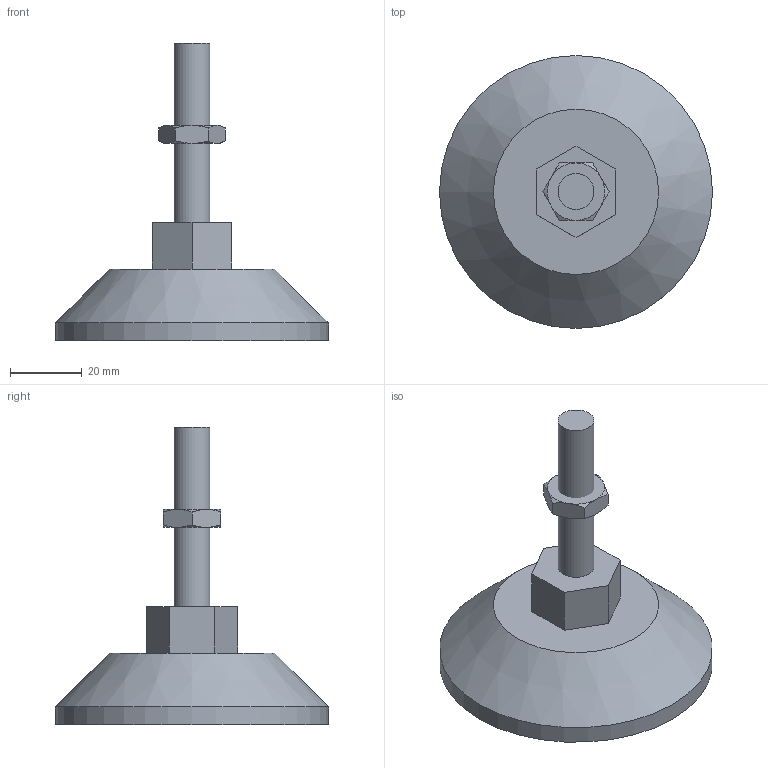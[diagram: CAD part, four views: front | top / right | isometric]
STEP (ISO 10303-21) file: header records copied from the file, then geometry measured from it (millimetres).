
FILE_DESCRIPTION(('STEP AP203'),'1');
FILE_NAME('BASE00H2396.stp','2023-12-11T15:36:40',(' '),(' '),'Spatial InterOp 3D',' ',' ');
FILE_SCHEMA(('CONFIG_CONTROL_DESIGN'));
Length unit declared in the file: millimetre
Products named in the file (4): Pied D80 M10x80 Zn gris; Tige avec Ecrou type 1; Ecrou bas hexagonal M10; Socle Type 1
Assembly tree (3 placements, depth 2):
  Pied D80 M10x80 Zn gris
    Tige avec Ecrou type 1
    Ecrou bas hexagonal M10
    Socle Type 1
Bounding box: 76 x 76 x 82.9 mm (x, y, z)
Volume: 77556.3 mm3; surface area: 15581.1 mm2
Topology: 3 solids, 3 shells, 37 faces, 80 edges, 50 vertices
Faces by surface type: plane 19, cone 13, cylinder 3, sphere 2
Full cylindrical faces by diameter (mm): 8.5 x1, 10 x1, 76 x1
Entity records: 1616 total; most frequent: CARTESIAN_POINT 299, DIRECTION 148, ORIENTED_EDGE 138, EDGE_CURVE 69, PROPERTY_DEFINITION_REPRESENTATION 66, GENERAL_PROPERTY_ASSOCIATION 66, PROPERTY_DEFINITION 66, REPRESENTATION 66
